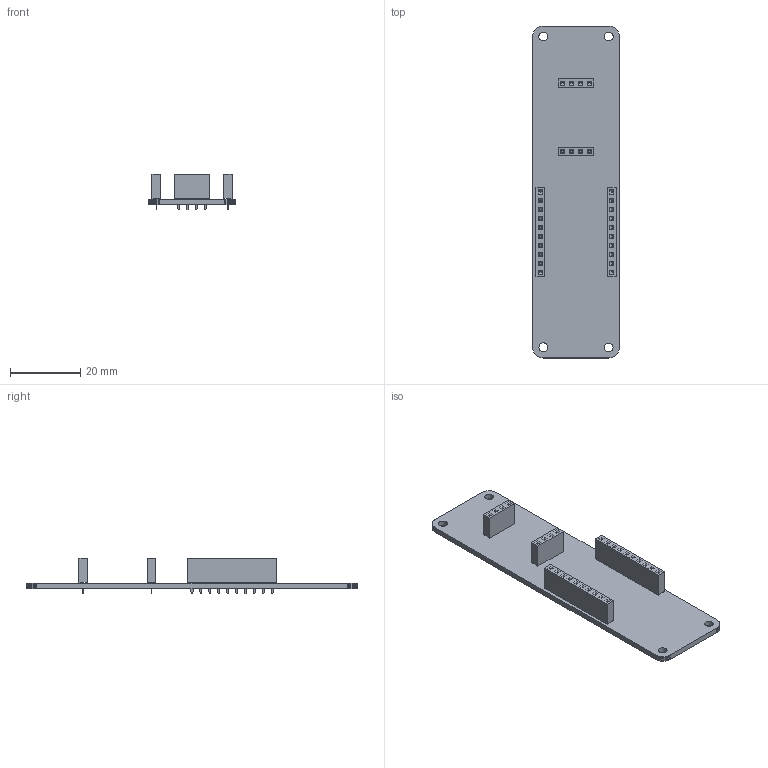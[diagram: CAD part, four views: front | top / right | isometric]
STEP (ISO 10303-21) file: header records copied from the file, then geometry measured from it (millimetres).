
FILE_DESCRIPTION(('KiCad electronic assembly'),'2;1');
FILE_NAME('BDLE-XL-Headers.step','2023-06-21T20:20:04',('Pcbnew'),( 'Kicad'),'Open CASCADE STEP processor 7.6','KiCad to STEP converter' ,'Unknown');
FILE_SCHEMA(('AUTOMOTIVE_DESIGN { 1 0 10303 214 1 1 1 1 }'));
Length unit declared in the file: millimetre
Products named in the file (6): BDLE-XL-Headers 1; PinSocket_1x04_P2.54mm_Vertical; SOLID; PinSocket_1x10_P2.54mm_Vertical; PCB
Assembly tree (7 placements, depth 3):
  BDLE-XL-Headers 1
    PinSocket_1x04_P2.54mm_Vertical  x2
      SOLID
    PinSocket_1x10_P2.54mm_Vertical  x2
      SOLID
    PCB
Bounding box: 24.65 x 94.55 x 10.1 mm (x, y, z)
Volume: 4839.2 mm3; surface area: 7228.8 mm2
Topology: 5 solids, 5 shells, 1002 faces, 2612 edges, 1704 vertices
Faces by surface type: plane 970, cylinder 32
Full cylindrical faces by diameter (mm): 1 x28, 2.5 x4
Entity records: 38949 total; most frequent: CARTESIAN_POINT 6216, DIRECTION 5444, LINE 4204, VECTOR 4204, ORIENTED_EDGE 2888, PCURVE 2888, DEFINITIONAL_REPRESENTATION 2888, EDGE_CURVE 1444
